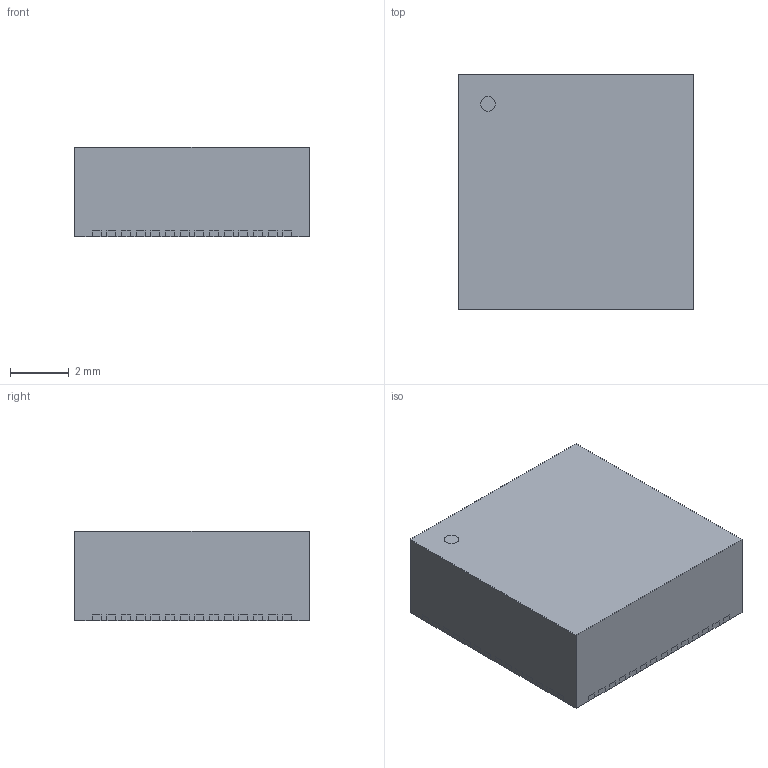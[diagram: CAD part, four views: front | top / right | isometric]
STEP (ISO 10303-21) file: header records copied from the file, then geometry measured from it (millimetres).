
FILE_DESCRIPTION(/* description */ (''),/* implementation_level */ '2;1');
FILE_NAME(/* name */ 'ENPIRION_56-PIN QFN.stp',/* time_stamp */ '2016-06-01T16:39:58+02:00',/* author */ ('riccim'),/* organization */ (''),/* preprocessor_version */ 'ST-DEVELOPER v15.5',/* originating_system */ 'AutoCAD Mechanical',/* authorisation */ '');
FILE_SCHEMA (('AUTOMOTIVE_DESIGN { 1 0 10303 214 3 1 1 }'));
Length unit declared in the file: millimetre
Products named in the file (1): Product
Bounding box: 8 x 8 x 3.05 mm (x, y, z)
Volume: 195.2 mm3; surface area: 315.5 mm2
Topology: 62 solids, 62 shells, 615 faces, 1458 edges, 972 vertices
Faces by surface type: plane 501, cylinder 114
Full cylindrical faces by diameter (mm): 0.5 x2
Entity records: 17528 total; most frequent: CARTESIAN_POINT 3044, DIRECTION 2916, ORIENTED_EDGE 2912, EDGE_CURVE 1456, LINE 1228, VECTOR 1228, VERTEX_POINT 972, AXIS2_PLACEMENT_3D 844
